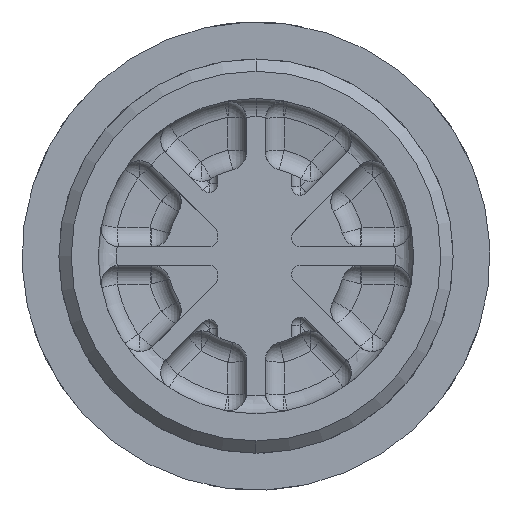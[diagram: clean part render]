
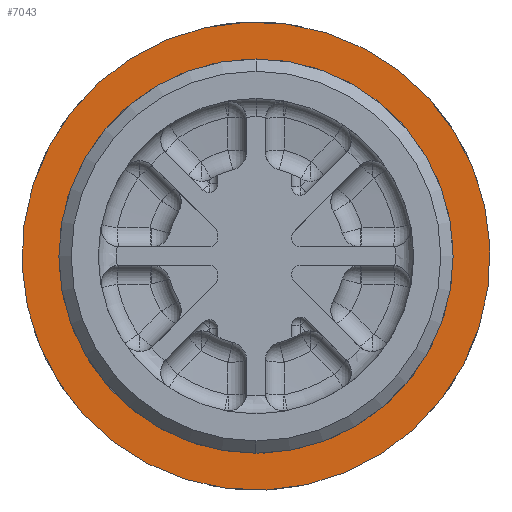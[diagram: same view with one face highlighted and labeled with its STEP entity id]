
A CAD part, left-side view. The second image highlights one B-rep face of the part: STEP entity #7043.
In plain terms, the highlighted face is planar.
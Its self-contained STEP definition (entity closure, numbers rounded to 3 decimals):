
#305 = AXIS2_PLACEMENT_3D ( 'NONE', #7275, #2850, #949 ) ;
#382 = EDGE_CURVE ( 'NONE', #4783, #7501, #2925, .T. ) ;
#415 = AXIS2_PLACEMENT_3D ( 'NONE', #6719, #2529, #7365 ) ;
#563 = CIRCLE ( 'NONE', #6138, 16. ) ;
#935 = DIRECTION ( 'NONE',  ( 0., 0., 1. ) ) ;
#949 = DIRECTION ( 'NONE',  ( 1., 0., 0. ) ) ;
#998 = PLANE ( 'NONE',  #305 ) ;
#1020 = ORIENTED_EDGE ( 'NONE', *, *, #382, .T. ) ;
#1708 = VERTEX_POINT ( 'NONE', #4129 ) ;
#1779 = CARTESIAN_POINT ( 'NONE',  ( 0., 0., 2. ) ) ;
#1967 = ORIENTED_EDGE ( 'NONE', *, *, #7177, .F. ) ;
#2070 = DIRECTION ( 'NONE',  ( 0., 0., 1. ) ) ;
#2133 = CIRCLE ( 'NONE', #7705, 19. ) ;
#2454 = CARTESIAN_POINT ( 'NONE',  ( 0., 0., 2. ) ) ;
#2529 = DIRECTION ( 'NONE',  ( 0., 0., 1. ) ) ;
#2605 = EDGE_CURVE ( 'NONE', #7501, #4783, #2133, .T. ) ;
#2727 = CARTESIAN_POINT ( 'NONE',  ( 19., 0., 2. ) ) ;
#2850 = DIRECTION ( 'NONE',  ( 0., 0., 1. ) ) ;
#2925 = CIRCLE ( 'NONE', #6826, 19. ) ;
#3132 = ORIENTED_EDGE ( 'NONE', *, *, #7921, .F. ) ;
#3296 = EDGE_LOOP ( 'NONE', ( #4097, #1020 ) ) ;
#3530 = FACE_OUTER_BOUND ( 'NONE', #3296, .T. ) ;
#3578 = FACE_BOUND ( 'NONE', #7123, .T. ) ;
#3581 = DIRECTION ( 'NONE',  ( 1., 0., 0. ) ) ;
#4097 = ORIENTED_EDGE ( 'NONE', *, *, #2605, .T. ) ;
#4129 = CARTESIAN_POINT ( 'NONE',  ( -16., 0., 2. ) ) ;
#4783 = VERTEX_POINT ( 'NONE', #2727 ) ;
#4931 = DIRECTION ( 'NONE',  ( 0., 0., 1. ) ) ;
#5504 = CARTESIAN_POINT ( 'NONE',  ( 16., 0., 2. ) ) ;
#5978 = VERTEX_POINT ( 'NONE', #5504 ) ;
#6138 = AXIS2_PLACEMENT_3D ( 'NONE', #1779, #935, #7139 ) ;
#6251 = CARTESIAN_POINT ( 'NONE',  ( 0., 0., 2. ) ) ;
#6374 = CIRCLE ( 'NONE', #415, 16. ) ;
#6400 = DIRECTION ( 'NONE',  ( 1., 0., 0. ) ) ;
#6719 = CARTESIAN_POINT ( 'NONE',  ( 0., 0., 2. ) ) ;
#6826 = AXIS2_PLACEMENT_3D ( 'NONE', #2454, #4931, #3581 ) ;
#7043 = ADVANCED_FACE ( 'NONE', ( #3530, #3578 ), #998, .T. ) ;
#7111 = CARTESIAN_POINT ( 'NONE',  ( -19., 0., 2. ) ) ;
#7123 = EDGE_LOOP ( 'NONE', ( #1967, #3132 ) ) ;
#7139 = DIRECTION ( 'NONE',  ( 1., 0., 0. ) ) ;
#7177 = EDGE_CURVE ( 'NONE', #1708, #5978, #6374, .T. ) ;
#7275 = CARTESIAN_POINT ( 'NONE',  ( 0., 0., 2. ) ) ;
#7365 = DIRECTION ( 'NONE',  ( 1., 0., 0. ) ) ;
#7501 = VERTEX_POINT ( 'NONE', #7111 ) ;
#7705 = AXIS2_PLACEMENT_3D ( 'NONE', #6251, #2070, #6400 ) ;
#7921 = EDGE_CURVE ( 'NONE', #5978, #1708, #563, .T. ) ;
